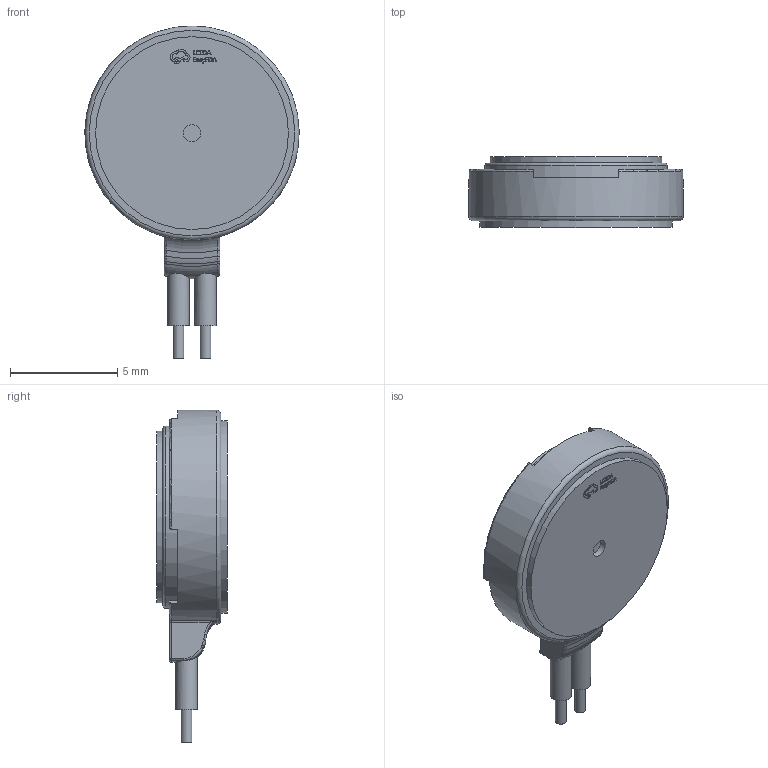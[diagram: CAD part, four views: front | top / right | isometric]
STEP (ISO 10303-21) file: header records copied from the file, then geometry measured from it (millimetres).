
FILE_DESCRIPTION(/* description */ ('STEP AP214','CAx-IF Rec.Pracs.---Representation and Presentation of Product Manufacturing Information (PMI)---4.0---2014-10-13'),/* implementation_level */ '2;1');
FILE_NAME(/* name */ 'LCM1027A2445F.step',/* time_stamp */ '2024-12-26T10:35:02+08:00',/* author */ (''),/* organization */ (''),/* preprocessor_version */ 'ST-DEVELOPER v20',/* originating_system */ 'Autodesk Translation Framework v13.20.0.188',/* authorisation */ '');
FILE_SCHEMA (('AP242_MANAGED_MODEL_BASED_3D_ENGINEERING_MIM_LF { 1 0 10303 442 1 1 4 }'));
Length unit declared in the file: millimetre
Products named in the file (1): VIBRATING-MOTOR-SMD_WELDING
Bounding box: 10 x 3.31 x 15.5 mm (x, y, z)
Volume: 237.5 mm3; surface area: 322.7 mm2
Topology: 1 solids, 1 shells, 296 faces, 781 edges, 511 vertices
Faces by surface type: plane 151, bspline 108, cylinder 20, torus 13, cone 2, sphere 2
Full cylindrical faces by diameter (mm): 0.5 x2, 0.8 x1, 1 x2, 2 x1, 8 x1, 8.5 x1, 9 x1, 9.5 x1, 10 x1
Entity records: 10370 total; most frequent: CARTESIAN_POINT 3108, ORIENTED_EDGE 1558, DIRECTION 1200, EDGE_CURVE 779, VERTEX_POINT 511, LINE 470, VECTOR 470, AXIS2_PLACEMENT_3D 365
